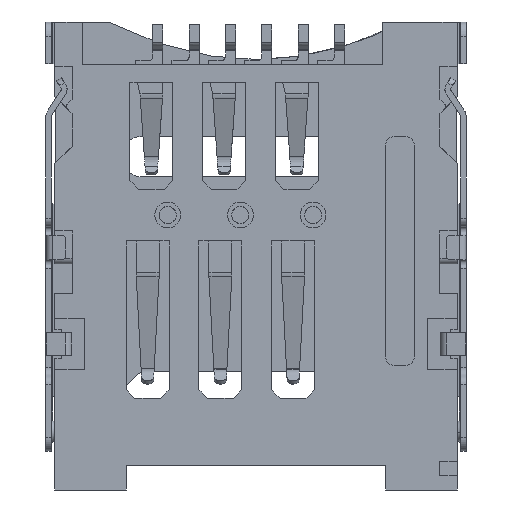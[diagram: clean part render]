
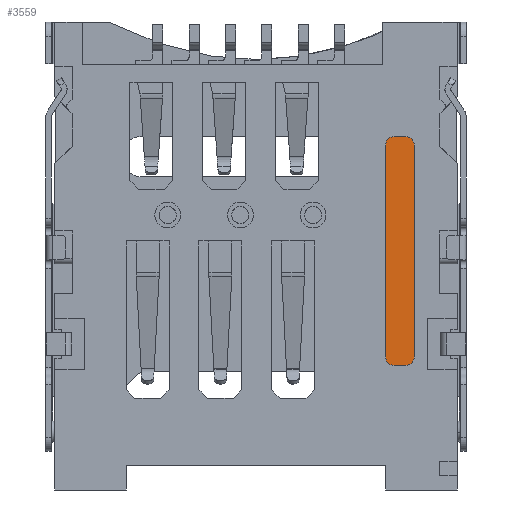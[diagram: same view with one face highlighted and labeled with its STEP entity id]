
A CAD part, front view. The second image highlights one B-rep face of the part: STEP entity #3559.
In plain terms, the highlighted planar face has unit normal (0, -1, 0).
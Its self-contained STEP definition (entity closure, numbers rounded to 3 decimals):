
#34 = DIRECTION ( 'NONE',  ( 1., 0., 0. ) ) ;
#1255 = VERTEX_POINT ( 'NONE', #8806 ) ;
#2538 = CARTESIAN_POINT ( 'NONE',  ( 4.82, 0.19, -11.465 ) ) ;
#2907 = DIRECTION ( 'NONE',  ( 1., 0., 0. ) ) ;
#3068 = VECTOR ( 'NONE', #13808, 1000. ) ;
#3131 = EDGE_CURVE ( 'NONE', #6344, #11974, #14535, .T. ) ;
#3314 = CIRCLE ( 'NONE', #17642, 0.3 ) ;
#3559 = ADVANCED_FACE ( 'NONE', ( #8640 ), #18704, .F. ) ;
#3625 = CARTESIAN_POINT ( 'NONE',  ( 5.22, 0.19, -4.065 ) ) ;
#3688 = VERTEX_POINT ( 'NONE', #19232 ) ;
#3736 = CIRCLE ( 'NONE', #23965, 0.3 ) ;
#3910 = VERTEX_POINT ( 'NONE', #18684 ) ;
#4193 = CARTESIAN_POINT ( 'NONE',  ( 4.82, 0.19, -3.765 ) ) ;
#4644 = DIRECTION ( 'NONE',  ( 0., -1., 0. ) ) ;
#4968 = EDGE_LOOP ( 'NONE', ( #5921, #19581, #24111, #22597, #24126, #14065, #17576, #13163 ) ) ;
#5090 = VECTOR ( 'NONE', #23264, 1000. ) ;
#5921 = ORIENTED_EDGE ( 'NONE', *, *, #20439, .T. ) ;
#6297 = CARTESIAN_POINT ( 'NONE',  ( 4.52, 0.19, -3.765 ) ) ;
#6344 = VERTEX_POINT ( 'NONE', #9382 ) ;
#7312 = LINE ( 'NONE', #7809, #3068 ) ;
#7809 = CARTESIAN_POINT ( 'NONE',  ( 4.52, 0.19, -4.065 ) ) ;
#7943 = CARTESIAN_POINT ( 'NONE',  ( 5.52, 0.19, -4.065 ) ) ;
#8099 = VERTEX_POINT ( 'NONE', #17435 ) ;
#8640 = FACE_OUTER_BOUND ( 'NONE', #4968, .T. ) ;
#8790 = CARTESIAN_POINT ( 'NONE',  ( 4.82, 0.19, -11.765 ) ) ;
#8806 = CARTESIAN_POINT ( 'NONE',  ( 5.52, 0.19, -11.465 ) ) ;
#9303 = CARTESIAN_POINT ( 'NONE',  ( 5.22, 0.19, -11.465 ) ) ;
#9382 = CARTESIAN_POINT ( 'NONE',  ( 4.82, 0.19, -11.765 ) ) ;
#9803 = DIRECTION ( 'NONE',  ( 1., 0., 0. ) ) ;
#10568 = DIRECTION ( 'NONE',  ( 0., 1., 0. ) ) ;
#10846 = CIRCLE ( 'NONE', #21399, 0.3 ) ;
#10860 = EDGE_CURVE ( 'NONE', #11974, #1255, #10846, .T. ) ;
#10992 = DIRECTION ( 'NONE',  ( 1., 0., 0. ) ) ;
#11974 = VERTEX_POINT ( 'NONE', #24325 ) ;
#12398 = AXIS2_PLACEMENT_3D ( 'NONE', #6297, #10568, #34 ) ;
#12526 = LINE ( 'NONE', #17234, #25121 ) ;
#12632 = AXIS2_PLACEMENT_3D ( 'NONE', #2538, #4644, #10992 ) ;
#13163 = ORIENTED_EDGE ( 'NONE', *, *, #16330, .F. ) ;
#13371 = DIRECTION ( 'NONE',  ( 0., -1., 0. ) ) ;
#13741 = LINE ( 'NONE', #17810, #25028 ) ;
#13808 = DIRECTION ( 'NONE',  ( 0., 0., 1. ) ) ;
#14065 = ORIENTED_EDGE ( 'NONE', *, *, #24958, .T. ) ;
#14075 = DIRECTION ( 'NONE',  ( 0., 1., 0. ) ) ;
#14148 = EDGE_CURVE ( 'NONE', #3688, #24249, #3736, .T. ) ;
#14535 = LINE ( 'NONE', #8790, #5090 ) ;
#15655 = VERTEX_POINT ( 'NONE', #4193 ) ;
#16330 = EDGE_CURVE ( 'NONE', #15655, #3688, #13741, .T. ) ;
#17149 = DIRECTION ( 'NONE',  ( 0., 0., 1. ) ) ;
#17234 = CARTESIAN_POINT ( 'NONE',  ( 5.52, 0.19, -4.065 ) ) ;
#17435 = CARTESIAN_POINT ( 'NONE',  ( 4.52, 0.19, -11.465 ) ) ;
#17576 = ORIENTED_EDGE ( 'NONE', *, *, #14148, .F. ) ;
#17642 = AXIS2_PLACEMENT_3D ( 'NONE', #21572, #13371, #2907 ) ;
#17810 = CARTESIAN_POINT ( 'NONE',  ( 4.82, 0.19, -3.765 ) ) ;
#18684 = CARTESIAN_POINT ( 'NONE',  ( 4.52, 0.19, -4.065 ) ) ;
#18704 = PLANE ( 'NONE',  #12398 ) ;
#19232 = CARTESIAN_POINT ( 'NONE',  ( 5.22, 0.19, -3.765 ) ) ;
#19335 = DIRECTION ( 'NONE',  ( 0., -1., 0. ) ) ;
#19503 = DIRECTION ( 'NONE',  ( 1., 0., 0. ) ) ;
#19581 = ORIENTED_EDGE ( 'NONE', *, *, #25244, .F. ) ;
#20439 = EDGE_CURVE ( 'NONE', #15655, #3910, #3314, .T. ) ;
#21399 = AXIS2_PLACEMENT_3D ( 'NONE', #9303, #19335, #19503 ) ;
#21544 = CIRCLE ( 'NONE', #12632, 0.3 ) ;
#21572 = CARTESIAN_POINT ( 'NONE',  ( 4.82, 0.19, -4.065 ) ) ;
#22414 = DIRECTION ( 'NONE',  ( 1., 0., 0. ) ) ;
#22597 = ORIENTED_EDGE ( 'NONE', *, *, #3131, .T. ) ;
#23264 = DIRECTION ( 'NONE',  ( 1., 0., 0. ) ) ;
#23965 = AXIS2_PLACEMENT_3D ( 'NONE', #3625, #14075, #9803 ) ;
#24111 = ORIENTED_EDGE ( 'NONE', *, *, #24963, .T. ) ;
#24126 = ORIENTED_EDGE ( 'NONE', *, *, #10860, .T. ) ;
#24249 = VERTEX_POINT ( 'NONE', #7943 ) ;
#24325 = CARTESIAN_POINT ( 'NONE',  ( 5.22, 0.19, -11.765 ) ) ;
#24958 = EDGE_CURVE ( 'NONE', #1255, #24249, #12526, .T. ) ;
#24963 = EDGE_CURVE ( 'NONE', #8099, #6344, #21544, .T. ) ;
#25028 = VECTOR ( 'NONE', #22414, 1000. ) ;
#25121 = VECTOR ( 'NONE', #17149, 1000. ) ;
#25244 = EDGE_CURVE ( 'NONE', #8099, #3910, #7312, .T. ) ;
